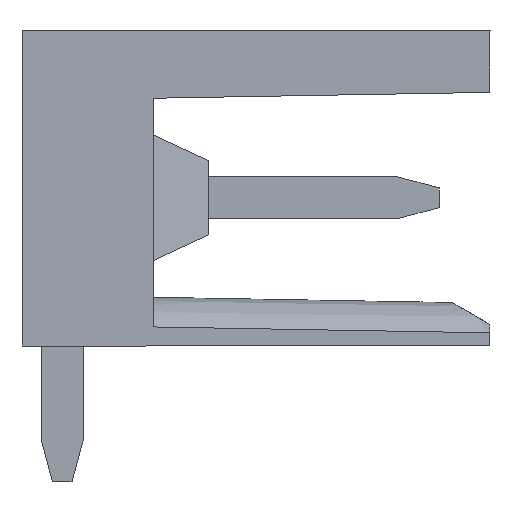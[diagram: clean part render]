
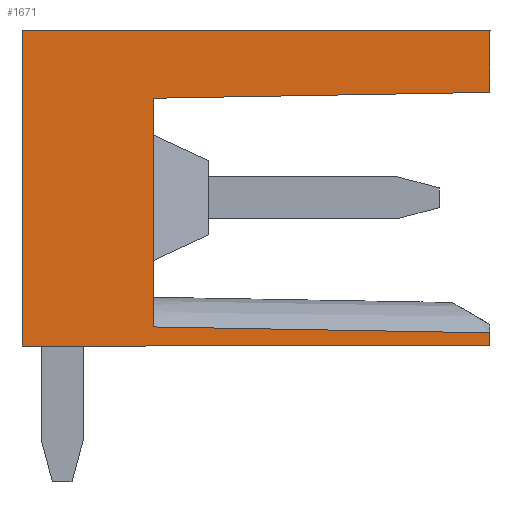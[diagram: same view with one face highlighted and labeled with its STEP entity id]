
A CAD part, left-side view. The second image highlights one B-rep face of the part: STEP entity #1671.
In plain terms, the highlighted planar face has unit normal (-1, 0, 0).
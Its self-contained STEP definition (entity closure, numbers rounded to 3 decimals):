
#1628=AXIS2_PLACEMENT_3D('Plane Axis2P3D',#1625,#1626,#1627) ;
#260=CARTESIAN_POINT('Vertex',(0.,11.05,10.65)) ;
#263=CARTESIAN_POINT('Line Origine',(0.,5.525,10.65)) ;
#267=CARTESIAN_POINT('Vertex',(0.,0.,10.65)) ;
#828=CARTESIAN_POINT('Vertex',(0.,7.95,9.05)) ;
#831=CARTESIAN_POINT('Line Origine',(0.,7.95,6.35)) ;
#835=CARTESIAN_POINT('Vertex',(0.,7.95,3.65)) ;
#1371=CARTESIAN_POINT('Vertex',(0.,11.05,3.2)) ;
#1374=CARTESIAN_POINT('Line Origine',(0.,11.05,6.925)) ;
#1625=CARTESIAN_POINT('Axis2P3D Location',(0.,0.,0.)) ;
#1630=CARTESIAN_POINT('Line Origine',(0.,0.,9.919)) ;
#1634=CARTESIAN_POINT('Vertex',(0.,0.,9.189)) ;
#1637=CARTESIAN_POINT('Line Origine',(0.,5.525,3.2)) ;
#1641=CARTESIAN_POINT('Vertex',(0.,0.,3.2)) ;
#1644=CARTESIAN_POINT('Line Origine',(0.,0.,3.356)) ;
#1648=CARTESIAN_POINT('Vertex',(0.,0.,3.511)) ;
#1651=CARTESIAN_POINT('Line Origine',(0.,3.975,3.581)) ;
#1656=CARTESIAN_POINT('Line Origine',(0.,3.975,9.119)) ;
#264=DIRECTION('Vector Direction',(0.,-1.,0.)) ;
#832=DIRECTION('Vector Direction',(0.,0.,1.)) ;
#1375=DIRECTION('Vector Direction',(0.,0.,1.)) ;
#1626=DIRECTION('Axis2P3D Direction',(-1.,0.,0.)) ;
#1627=DIRECTION('Axis2P3D XDirection',(0.,-1.,0.)) ;
#1631=DIRECTION('Vector Direction',(0.,0.,-1.)) ;
#1638=DIRECTION('Vector Direction',(0.,1.,0.)) ;
#1645=DIRECTION('Vector Direction',(0.,0.,-1.)) ;
#1652=DIRECTION('Vector Direction',(0.,1.,0.017)) ;
#1657=DIRECTION('Vector Direction',(0.,-1.,0.017)) ;
#265=VECTOR('Line Direction',#264,1.) ;
#833=VECTOR('Line Direction',#832,1.) ;
#1376=VECTOR('Line Direction',#1375,1.) ;
#1632=VECTOR('Line Direction',#1631,1.) ;
#1639=VECTOR('Line Direction',#1638,1.) ;
#1646=VECTOR('Line Direction',#1645,1.) ;
#1653=VECTOR('Line Direction',#1652,1.) ;
#1658=VECTOR('Line Direction',#1657,1.) ;
#1662=ORIENTED_EDGE('',*,*,#1636,.T.) ;
#1663=ORIENTED_EDGE('',*,*,#269,.T.) ;
#1664=ORIENTED_EDGE('',*,*,#1378,.T.) ;
#1665=ORIENTED_EDGE('',*,*,#1643,.T.) ;
#1666=ORIENTED_EDGE('',*,*,#1650,.T.) ;
#1667=ORIENTED_EDGE('',*,*,#1655,.F.) ;
#1668=ORIENTED_EDGE('',*,*,#837,.F.) ;
#1669=ORIENTED_EDGE('',*,*,#1660,.F.) ;
#1671=ADVANCED_FACE('HOUSING',(#1670),#1629,.T.) ;
#269=EDGE_CURVE('',#268,#261,#266,.F.) ;
#837=EDGE_CURVE('',#829,#836,#834,.F.) ;
#1378=EDGE_CURVE('',#261,#1372,#1377,.F.) ;
#1636=EDGE_CURVE('',#1635,#268,#1633,.F.) ;
#1643=EDGE_CURVE('',#1372,#1642,#1640,.F.) ;
#1650=EDGE_CURVE('',#1642,#1649,#1647,.F.) ;
#1655=EDGE_CURVE('',#836,#1649,#1654,.F.) ;
#1660=EDGE_CURVE('',#1635,#829,#1659,.F.) ;
#1661=EDGE_LOOP('',(#1662,#1663,#1664,#1665,#1666,#1667,#1668,#1669)) ;
#1670=FACE_OUTER_BOUND('',#1661,.T.) ;
#266=LINE('Line',#263,#265) ;
#834=LINE('Line',#831,#833) ;
#1377=LINE('Line',#1374,#1376) ;
#1633=LINE('Line',#1630,#1632) ;
#1640=LINE('Line',#1637,#1639) ;
#1647=LINE('Line',#1644,#1646) ;
#1654=LINE('Line',#1651,#1653) ;
#1659=LINE('Line',#1656,#1658) ;
#1629=PLANE('',#1628) ;
#261=VERTEX_POINT('',#260) ;
#268=VERTEX_POINT('',#267) ;
#829=VERTEX_POINT('',#828) ;
#836=VERTEX_POINT('',#835) ;
#1372=VERTEX_POINT('',#1371) ;
#1635=VERTEX_POINT('',#1634) ;
#1642=VERTEX_POINT('',#1641) ;
#1649=VERTEX_POINT('',#1648) ;
